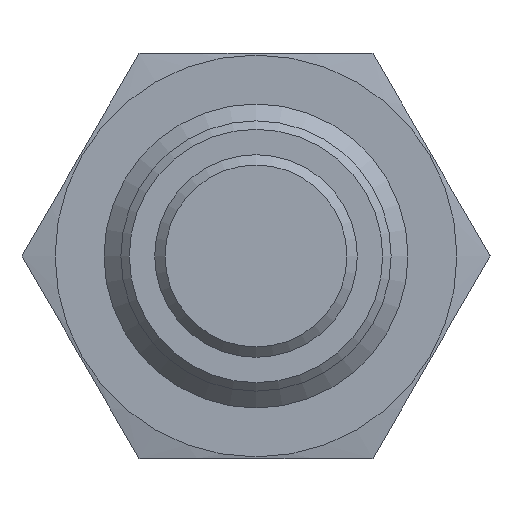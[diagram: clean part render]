
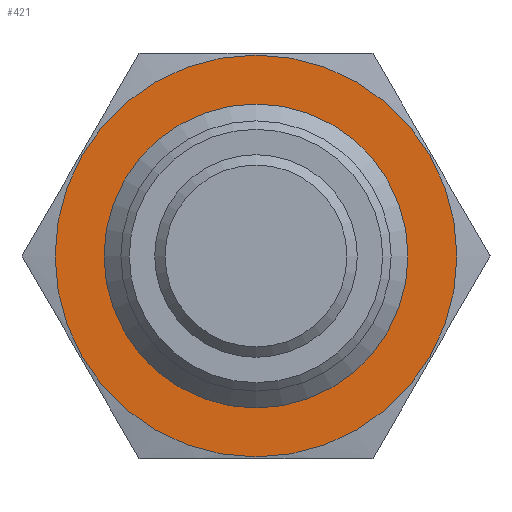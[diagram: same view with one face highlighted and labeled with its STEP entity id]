
A CAD part, left-side view. The second image highlights one B-rep face of the part: STEP entity #421.
In plain terms, the highlighted face is planar.
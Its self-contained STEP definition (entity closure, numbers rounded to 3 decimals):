
#59=PLANE('',#496);
#79=CIRCLE('',#495,11.9);
#80=CIRCLE('',#497,9.);
#137=ORIENTED_EDGE('',*,*,#203,.F.);
#138=ORIENTED_EDGE('',*,*,#196,.T.);
#196=EDGE_CURVE('',#239,#239,#79,.T.);
#203=EDGE_CURVE('',#246,#246,#80,.T.);
#239=VERTEX_POINT('',#809);
#246=VERTEX_POINT('',#848);
#313=EDGE_LOOP('',(#137));
#314=EDGE_LOOP('',(#138));
#371=FACE_BOUND('',#313,.T.);
#372=FACE_BOUND('',#314,.T.);
#421=ADVANCED_FACE('',(#371,#372),#59,.F.);
#495=AXIS2_PLACEMENT_3D('',#808,#587,#588);
#496=AXIS2_PLACEMENT_3D('',#846,#589,#590);
#497=AXIS2_PLACEMENT_3D('',#847,#591,#592);
#587=DIRECTION('',(1.,0.,0.));
#588=DIRECTION('',(0.,0.,-1.));
#589=DIRECTION('',(-1.,0.,0.));
#590=DIRECTION('',(0.,0.,1.));
#591=DIRECTION('',(1.,0.,0.));
#592=DIRECTION('',(0.,0.,-1.));
#808=CARTESIAN_POINT('',(5.,0.,0.));
#809=CARTESIAN_POINT('',(5.,0.,-11.9));
#846=CARTESIAN_POINT('',(5.,11.9,0.));
#847=CARTESIAN_POINT('',(5.,0.,0.));
#848=CARTESIAN_POINT('',(5.,0.,-9.));
